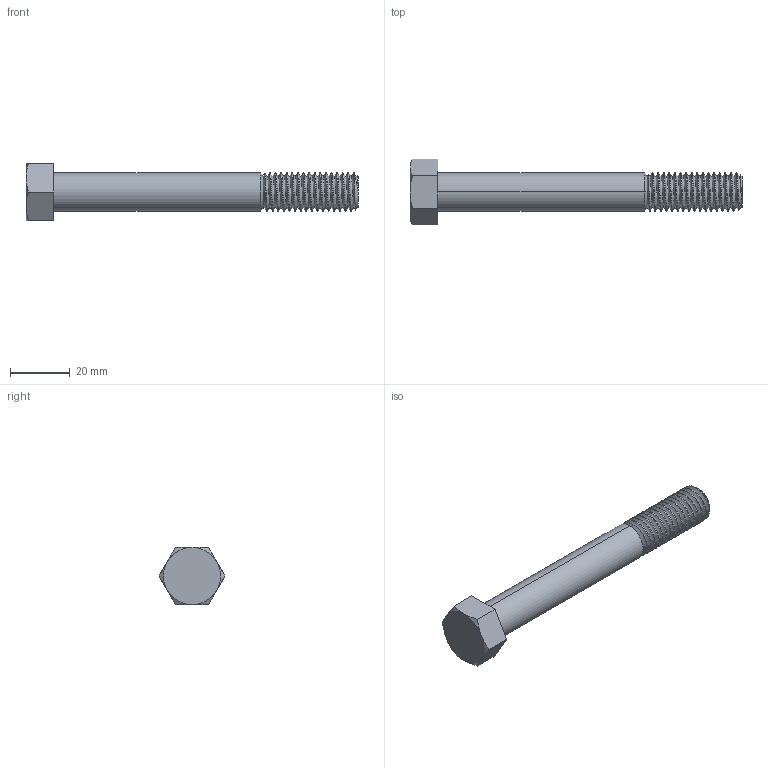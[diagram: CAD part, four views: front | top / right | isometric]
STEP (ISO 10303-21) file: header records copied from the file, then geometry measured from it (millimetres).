
FILE_DESCRIPTION (( 'STEP AP203' ), '1' );
FILE_NAME ('B00A31Q9H4.3D.STEP', '2013-02-18T09:26:47', ( '' ), ( '' ), 'SwSTEP 2.0', 'SolidWorks 2010', '' );
FILE_SCHEMA (( 'CONFIG_CONTROL_DESIGN' ));
Length unit declared in the file: millimetre
Products named in the file (1): B00A31Q9H4.3D
Bounding box: 110.85 x 22 x 19.05 mm (x, y, z)
Volume: 15126.4 mm3; surface area: 5896.1 mm2
Topology: 1 solids, 1 shells, 60 faces, 157 edges, 100 vertices
Faces by surface type: cylinder 35, cone 14, plane 9, bspline 2
Entity records: 7109 total; most frequent: CARTESIAN_POINT 5790, ORIENTED_EDGE 314, DIRECTION 207, EDGE_CURVE 157, VERTEX_POINT 100, AXIS2_PLACEMENT_3D 77, EDGE_LOOP 61, FACE_OUTER_BOUND 60
